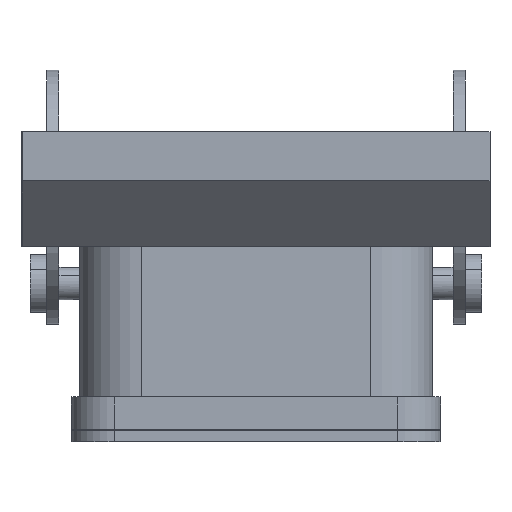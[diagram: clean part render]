
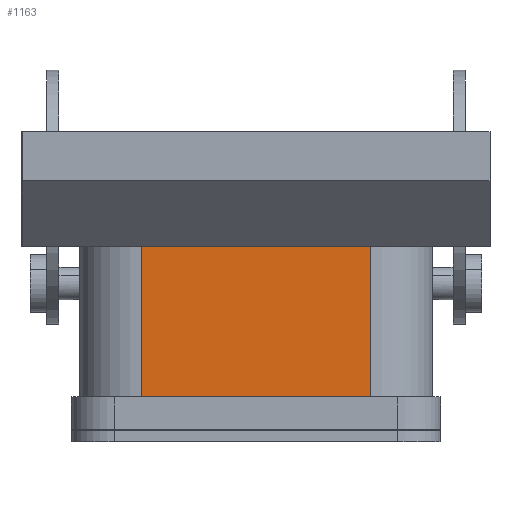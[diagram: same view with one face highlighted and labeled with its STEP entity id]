
A CAD part, front view. The second image highlights one B-rep face of the part: STEP entity #1163.
In plain terms, the highlighted planar face has unit normal (0, -1, 0).
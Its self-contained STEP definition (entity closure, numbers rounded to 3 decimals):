
#1143=AXIS2_PLACEMENT_3D('Plane Axis2P3D',#1140,#1141,#1142) ;
#364=CARTESIAN_POINT('Vertex',(14.5,18.1,23.8)) ;
#367=CARTESIAN_POINT('Line Origine',(28.5,18.1,23.8)) ;
#371=CARTESIAN_POINT('Vertex',(42.5,18.1,23.8)) ;
#1121=CARTESIAN_POINT('Line Origine',(14.5,18.1,12.8)) ;
#1125=CARTESIAN_POINT('Vertex',(14.5,18.1,5.5)) ;
#1140=CARTESIAN_POINT('Axis2P3D Location',(7.,18.1,23.8)) ;
#1145=CARTESIAN_POINT('Line Origine',(28.5,18.1,5.5)) ;
#1149=CARTESIAN_POINT('Vertex',(42.5,18.1,5.5)) ;
#1152=CARTESIAN_POINT('Line Origine',(42.5,18.1,14.65)) ;
#368=DIRECTION('Vector Direction',(1.,0.,0.)) ;
#1122=DIRECTION('Vector Direction',(0.,0.,-1.)) ;
#1141=DIRECTION('Axis2P3D Direction',(0.,1.,0.)) ;
#1142=DIRECTION('Axis2P3D XDirection',(1.,0.,0.)) ;
#1146=DIRECTION('Vector Direction',(1.,0.,0.)) ;
#1153=DIRECTION('Vector Direction',(0.,0.,-1.)) ;
#369=VECTOR('Line Direction',#368,1.) ;
#1123=VECTOR('Line Direction',#1122,1.) ;
#1147=VECTOR('Line Direction',#1146,1.) ;
#1154=VECTOR('Line Direction',#1153,1.) ;
#1158=ORIENTED_EDGE('',*,*,#1151,.T.) ;
#1159=ORIENTED_EDGE('',*,*,#1156,.F.) ;
#1160=ORIENTED_EDGE('',*,*,#373,.F.) ;
#1161=ORIENTED_EDGE('',*,*,#1127,.T.) ;
#1163=ADVANCED_FACE('Hauptk\X2\00F6\X0\rper',(#1162),#1144,.F.) ;
#373=EDGE_CURVE('',#365,#372,#370,.T.) ;
#1127=EDGE_CURVE('',#365,#1126,#1124,.T.) ;
#1151=EDGE_CURVE('',#1126,#1150,#1148,.T.) ;
#1156=EDGE_CURVE('',#372,#1150,#1155,.T.) ;
#1157=EDGE_LOOP('',(#1158,#1159,#1160,#1161)) ;
#1162=FACE_OUTER_BOUND('',#1157,.T.) ;
#370=LINE('Line',#367,#369) ;
#1124=LINE('Line',#1121,#1123) ;
#1148=LINE('Line',#1145,#1147) ;
#1155=LINE('Line',#1152,#1154) ;
#1144=PLANE('',#1143) ;
#365=VERTEX_POINT('',#364) ;
#372=VERTEX_POINT('',#371) ;
#1126=VERTEX_POINT('',#1125) ;
#1150=VERTEX_POINT('',#1149) ;
